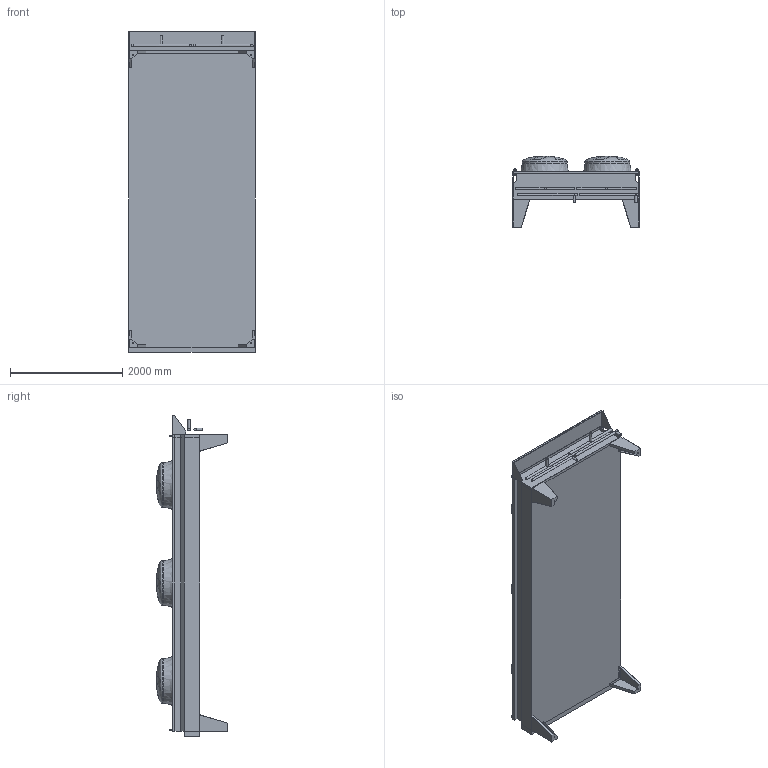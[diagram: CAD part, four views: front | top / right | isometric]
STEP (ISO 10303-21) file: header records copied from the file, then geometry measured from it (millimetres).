
FILE_DESCRIPTION (( 'STEP AP203' ), '1' );
FILE_NAME ('BXD_803_V.STEP', '2018-09-17T15:04:12', ( 'Alfa Laval' ), ( 'Alfa Laval' ), 'SwSTEP 2.0', 'SolidWorks 2016', '' );
FILE_SCHEMA (( 'CONFIG_CONTROL_DESIGN' ));
Length unit declared in the file: millimetre
Products named in the file (6): ALB_COILFRAME-CASING_LIGHT_DOUBLE_800_3M; ALB_FEET_VF_LIGHT_DOUBLE_800_3M; ALB_COVER_HS_LIGHT_DOUBLE; ALB_COVER_BS_LIGHT_DOUBLE_CU; ALB_HEADER_GAS_COOLER_DOUBLE_LIGHT_CU; BXD_803_V
Assembly tree (5 placements, depth 2):
  BXD_803_V
    ALB_COILFRAME-CASING_LIGHT_DOUBLE_800_3M
    ALB_FEET_VF_LIGHT_DOUBLE_800_3M
    ALB_COVER_HS_LIGHT_DOUBLE
    ALB_COVER_BS_LIGHT_DOUBLE_CU
    ALB_HEADER_GAS_COOLER_DOUBLE_LIGHT_CU
Bounding box: 2250 x 1270 x 5730 mm (x, y, z)
Volume: 6525068824.1 mm3; surface area: 42025418 mm2
Topology: 15 solids, 15 shells, 203 faces, 544 edges, 402 vertices
Faces by surface type: plane 125, bspline 52, cylinder 26
Full cylindrical faces by diameter (mm): 20 x4, 34 x4, 42 x8, 800 x6
Entity records: 12666 total; most frequent: CARTESIAN_POINT 7483, ORIENTED_EDGE 940, DIRECTION 804, EDGE_CURVE 470, VERTEX_POINT 376, EDGE_LOOP 298, AXIS2_PLACEMENT_3D 271, VECTOR 262
